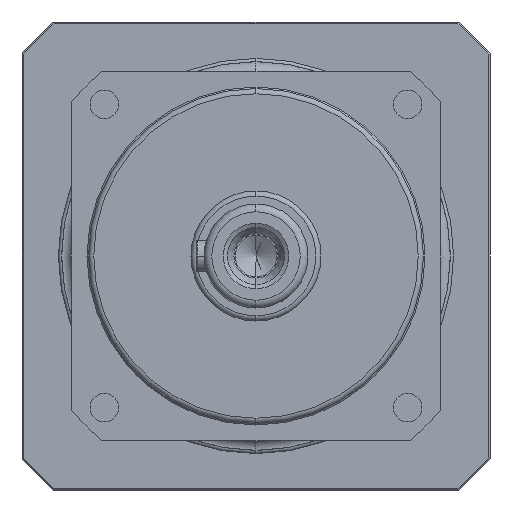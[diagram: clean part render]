
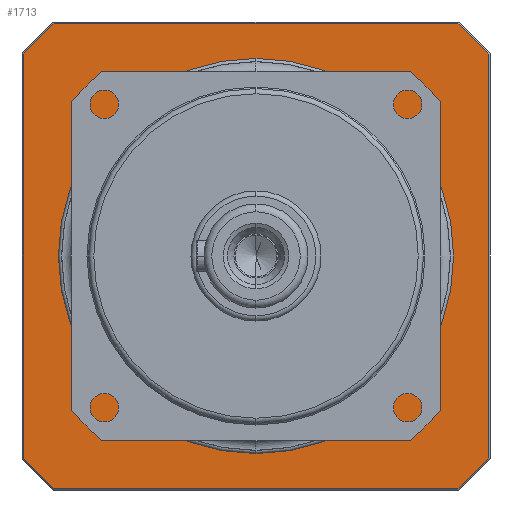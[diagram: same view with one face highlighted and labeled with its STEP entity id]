
A CAD part, left-side view. The second image highlights one B-rep face of the part: STEP entity #1713.
In plain terms, the highlighted planar face has unit normal (-1, 0, 0).
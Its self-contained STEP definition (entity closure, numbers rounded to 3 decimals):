
#9 = EDGE_CURVE ( 'NONE', #2010, #2186, #570, .T. ) ;
#14 = VECTOR ( 'NONE', #2434, 1000. ) ;
#25 = CARTESIAN_POINT ( 'NONE',  ( 49.582, 89.874, 89.5 ) ) ;
#111 = VECTOR ( 'NONE', #3800, 1000. ) ;
#123 = CIRCLE ( 'NONE', #5275, 63. ) ;
#169 = DIRECTION ( 'NONE',  ( 0., 1., 0. ) ) ;
#226 = AXIS2_PLACEMENT_3D ( 'NONE', #4921, #4536, #2863 ) ;
#227 = DIRECTION ( 'NONE',  ( 0., 1., 0. ) ) ;
#246 = CARTESIAN_POINT ( 'NONE',  ( 49.582, -50.979, 0. ) ) ;
#287 = EDGE_LOOP ( 'NONE', ( #3359, #737, #4055, #1017, #4414, #3912, #4676, #2665 ) ) ;
#377 = DIRECTION ( 'NONE',  ( 1., 0., 0. ) ) ;
#417 = CARTESIAN_POINT ( 'NONE',  ( 49.582, 12.021, 0. ) ) ;
#570 = LINE ( 'NONE', #4883, #14 ) ;
#638 = ORIENTED_EDGE ( 'NONE', *, *, #4413, .T. ) ;
#697 = AXIS2_PLACEMENT_3D ( 'NONE', #417, #3347, #4162 ) ;
#737 = ORIENTED_EDGE ( 'NONE', *, *, #5278, .T. ) ;
#794 = DIRECTION ( 'NONE',  ( 0., 1., 0. ) ) ;
#802 = PLANE ( 'NONE',  #697 ) ;
#836 = LINE ( 'NONE', #2870, #1711 ) ;
#846 = DIRECTION ( 'NONE',  ( 0., 1., 0. ) ) ;
#1005 = AXIS2_PLACEMENT_3D ( 'NONE', #4194, #377, #794 ) ;
#1014 = VERTEX_POINT ( 'NONE', #1600 ) ;
#1017 = ORIENTED_EDGE ( 'NONE', *, *, #2366, .T. ) ;
#1244 = CIRCLE ( 'NONE', #3547, 118.5 ) ;
#1264 = CARTESIAN_POINT ( 'NONE',  ( 49.582, -65.645, -89.5 ) ) ;
#1280 = VERTEX_POINT ( 'NONE', #4663 ) ;
#1534 = CARTESIAN_POINT ( 'NONE',  ( 49.582, -77.479, 77.666 ) ) ;
#1578 = VECTOR ( 'NONE', #4158, 1000. ) ;
#1592 = VERTEX_POINT ( 'NONE', #246 ) ;
#1600 = CARTESIAN_POINT ( 'NONE',  ( 49.582, -65.645, 89.5 ) ) ;
#1646 = CARTESIAN_POINT ( 'NONE',  ( 49.582, 101.521, -77.666 ) ) ;
#1711 = VECTOR ( 'NONE', #4143, 1000. ) ;
#1713 = ADVANCED_FACE ( 'NONE', ( #1716, #3606 ), #802, .T. ) ;
#1715 = CARTESIAN_POINT ( 'NONE',  ( 49.582, -65.831, -89.5 ) ) ;
#1716 = FACE_OUTER_BOUND ( 'NONE', #287, .T. ) ;
#1765 = VERTEX_POINT ( 'NONE', #1264 ) ;
#1766 = DIRECTION ( 'NONE',  ( -1., 0., 0. ) ) ;
#2010 = VERTEX_POINT ( 'NONE', #5212 ) ;
#2158 = CARTESIAN_POINT ( 'NONE',  ( 49.582, 75.021, 0. ) ) ;
#2186 = VERTEX_POINT ( 'NONE', #1646 ) ;
#2188 = EDGE_CURVE ( 'NONE', #2756, #2959, #836, .T. ) ;
#2261 = DIRECTION ( 'NONE',  ( 1., 0., 0. ) ) ;
#2298 = CARTESIAN_POINT ( 'NONE',  ( 49.582, 12.021, 0. ) ) ;
#2352 = DIRECTION ( 'NONE',  ( -1., 0., 0. ) ) ;
#2366 = EDGE_CURVE ( 'NONE', #2186, #1280, #4264, .T. ) ;
#2434 = DIRECTION ( 'NONE',  ( 0., 0., -1. ) ) ;
#2665 = ORIENTED_EDGE ( 'NONE', *, *, #3136, .T. ) ;
#2749 = ORIENTED_EDGE ( 'NONE', *, *, #5496, .T. ) ;
#2756 = VERTEX_POINT ( 'NONE', #3565 ) ;
#2863 = DIRECTION ( 'NONE',  ( 0., 1., 0. ) ) ;
#2870 = CARTESIAN_POINT ( 'NONE',  ( 49.582, -77.479, 77.852 ) ) ;
#2959 = VERTEX_POINT ( 'NONE', #1534 ) ;
#2994 = CIRCLE ( 'NONE', #1005, 63. ) ;
#3136 = EDGE_CURVE ( 'NONE', #2959, #1014, #3762, .T. ) ;
#3347 = DIRECTION ( 'NONE',  ( -1., 0., 0. ) ) ;
#3359 = ORIENTED_EDGE ( 'NONE', *, *, #4878, .T. ) ;
#3483 = LINE ( 'NONE', #1715, #111 ) ;
#3543 = AXIS2_PLACEMENT_3D ( 'NONE', #4205, #1766, #846 ) ;
#3547 = AXIS2_PLACEMENT_3D ( 'NONE', #4141, #4572, #5438 ) ;
#3555 = EDGE_LOOP ( 'NONE', ( #2749, #638 ) ) ;
#3565 = CARTESIAN_POINT ( 'NONE',  ( 49.582, -77.479, -77.666 ) ) ;
#3606 = FACE_BOUND ( 'NONE', #3555, .T. ) ;
#3613 = CARTESIAN_POINT ( 'NONE',  ( 49.582, 89.687, 89.5 ) ) ;
#3755 = LINE ( 'NONE', #25, #1578 ) ;
#3762 = CIRCLE ( 'NONE', #3543, 118.5 ) ;
#3800 = DIRECTION ( 'NONE',  ( 0., -1., 0. ) ) ;
#3912 = ORIENTED_EDGE ( 'NONE', *, *, #5232, .T. ) ;
#3940 = CIRCLE ( 'NONE', #226, 118.5 ) ;
#3997 = CARTESIAN_POINT ( 'NONE',  ( 49.582, 12.021, 0. ) ) ;
#4055 = ORIENTED_EDGE ( 'NONE', *, *, #9, .T. ) ;
#4141 = CARTESIAN_POINT ( 'NONE',  ( 49.582, 12.021, 0. ) ) ;
#4143 = DIRECTION ( 'NONE',  ( 0., 0., 1. ) ) ;
#4158 = DIRECTION ( 'NONE',  ( 0., 1., 0. ) ) ;
#4162 = DIRECTION ( 'NONE',  ( 0., 1., 0. ) ) ;
#4172 = VERTEX_POINT ( 'NONE', #2158 ) ;
#4194 = CARTESIAN_POINT ( 'NONE',  ( 49.582, 12.021, 0. ) ) ;
#4205 = CARTESIAN_POINT ( 'NONE',  ( 49.582, 12.021, 0. ) ) ;
#4264 = CIRCLE ( 'NONE', #5400, 118.5 ) ;
#4413 = EDGE_CURVE ( 'NONE', #1592, #4172, #123, .T. ) ;
#4414 = ORIENTED_EDGE ( 'NONE', *, *, #5425, .T. ) ;
#4536 = DIRECTION ( 'NONE',  ( -1., 0., 0. ) ) ;
#4555 = VERTEX_POINT ( 'NONE', #3613 ) ;
#4572 = DIRECTION ( 'NONE',  ( -1., 0., 0. ) ) ;
#4663 = CARTESIAN_POINT ( 'NONE',  ( 49.582, 89.687, -89.5 ) ) ;
#4676 = ORIENTED_EDGE ( 'NONE', *, *, #2188, .T. ) ;
#4878 = EDGE_CURVE ( 'NONE', #1014, #4555, #3755, .T. ) ;
#4883 = CARTESIAN_POINT ( 'NONE',  ( 49.582, 101.521, -77.852 ) ) ;
#4921 = CARTESIAN_POINT ( 'NONE',  ( 49.582, 12.021, 0. ) ) ;
#5212 = CARTESIAN_POINT ( 'NONE',  ( 49.582, 101.521, 77.666 ) ) ;
#5232 = EDGE_CURVE ( 'NONE', #1765, #2756, #1244, .T. ) ;
#5275 = AXIS2_PLACEMENT_3D ( 'NONE', #2298, #2261, #169 ) ;
#5278 = EDGE_CURVE ( 'NONE', #4555, #2010, #3940, .T. ) ;
#5400 = AXIS2_PLACEMENT_3D ( 'NONE', #3997, #2352, #227 ) ;
#5425 = EDGE_CURVE ( 'NONE', #1280, #1765, #3483, .T. ) ;
#5438 = DIRECTION ( 'NONE',  ( 0., 1., 0. ) ) ;
#5496 = EDGE_CURVE ( 'NONE', #4172, #1592, #2994, .T. ) ;
